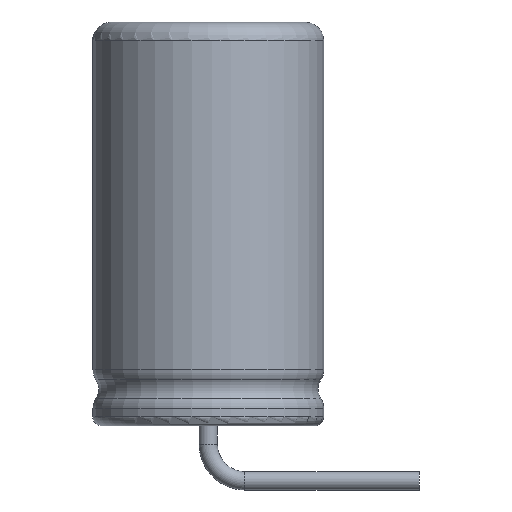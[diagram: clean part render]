
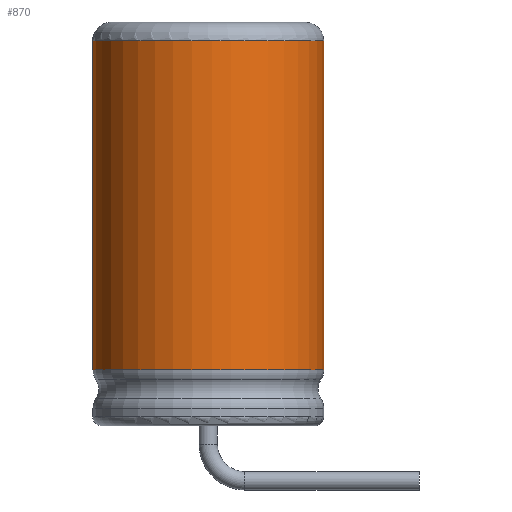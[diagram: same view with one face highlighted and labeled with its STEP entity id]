
A CAD part, front view. The second image highlights one B-rep face of the part: STEP entity #870.
In plain terms, the highlighted cylindrical face has radius 3.15 mm (diameter 6.3 mm), a partial arc.
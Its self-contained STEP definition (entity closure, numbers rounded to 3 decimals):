
#139 = VERTEX_POINT('',#140);
#140 = CARTESIAN_POINT('',(3.15,0.,10.5));
#156 = EDGE_CURVE('',#139,#157,#159,.T.);
#157 = VERTEX_POINT('',#158);
#158 = CARTESIAN_POINT('',(-0.815,3.043,10.5));
#159 = CIRCLE('',#160,3.15);
#160 = AXIS2_PLACEMENT_3D('',#161,#162,#163);
#161 = CARTESIAN_POINT('',(0.,0.,10.5));
#162 = DIRECTION('',(0.,0.,-1.));
#163 = DIRECTION('',(1.,0.,0.));
#549 = EDGE_CURVE('',#139,#550,#552,.T.);
#550 = VERTEX_POINT('',#551);
#551 = CARTESIAN_POINT('',(3.15,0.,1.524));
#552 = LINE('',#553,#554);
#553 = CARTESIAN_POINT('',(3.15,0.,10.5));
#554 = VECTOR('',#555,1.);
#555 = DIRECTION('',(0.,0.,-1.));
#846 = VERTEX_POINT('',#847);
#847 = CARTESIAN_POINT('',(-0.815,3.043,1.524
    ));
#860 = EDGE_CURVE('',#157,#846,#861,.T.);
#861 = LINE('',#862,#863);
#862 = CARTESIAN_POINT('',(-0.815,3.043,10.5));
#863 = VECTOR('',#864,1.);
#864 = DIRECTION('',(0.,0.,-1.));
#870 = ADVANCED_FACE('',(#871),#883,.T.);
#871 = FACE_BOUND('',#872,.T.);
#872 = EDGE_LOOP('',(#873,#874,#875,#882));
#873 = ORIENTED_EDGE('',*,*,#156,.T.);
#874 = ORIENTED_EDGE('',*,*,#860,.T.);
#875 = ORIENTED_EDGE('',*,*,#876,.F.);
#876 = EDGE_CURVE('',#550,#846,#877,.T.);
#877 = CIRCLE('',#878,3.15);
#878 = AXIS2_PLACEMENT_3D('',#879,#880,#881);
#879 = CARTESIAN_POINT('',(0.,0.,1.524));
#880 = DIRECTION('',(0.,0.,-1.));
#881 = DIRECTION('',(1.,0.,0.));
#882 = ORIENTED_EDGE('',*,*,#549,.F.);
#883 = CYLINDRICAL_SURFACE('',#884,3.15);
#884 = AXIS2_PLACEMENT_3D('',#885,#886,#887);
#885 = CARTESIAN_POINT('',(0.,0.,10.5));
#886 = DIRECTION('',(0.,0.,-1.));
#887 = DIRECTION('',(1.,0.,0.));
